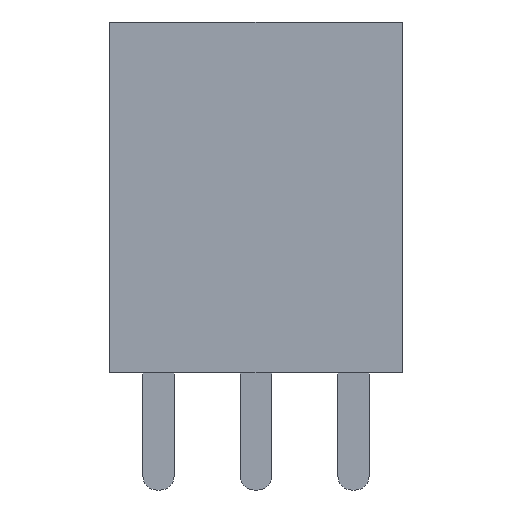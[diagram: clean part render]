
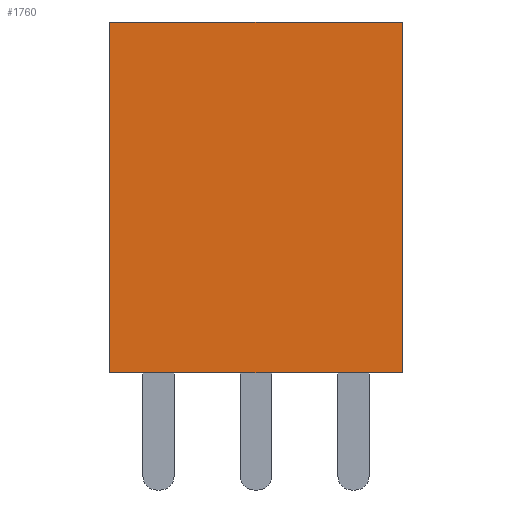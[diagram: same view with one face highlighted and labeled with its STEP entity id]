
A CAD part, left-side view. The second image highlights one B-rep face of the part: STEP entity #1760.
In plain terms, the highlighted planar face has unit normal (-1, 0, 0).
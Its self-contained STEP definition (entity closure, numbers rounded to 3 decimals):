
#148=FACE_OUTER_BOUND('',#251,.T.);
#251=EDGE_LOOP('',(#1368,#1369,#1370,#1371));
#336=LINE('',#2483,#543);
#381=LINE('',#2582,#588);
#411=LINE('',#2647,#618);
#412=LINE('',#2649,#619);
#543=VECTOR('',#2013,10.);
#588=VECTOR('',#2096,10.);
#618=VECTOR('',#2164,10.);
#619=VECTOR('',#2167,10.);
#742=VERTEX_POINT('',#2480);
#743=VERTEX_POINT('',#2482);
#777=VERTEX_POINT('',#2579);
#778=VERTEX_POINT('',#2581);
#920=EDGE_CURVE('',#742,#743,#336,.T.);
#969=EDGE_CURVE('',#778,#777,#381,.T.);
#1003=EDGE_CURVE('',#743,#777,#411,.T.);
#1004=EDGE_CURVE('',#742,#778,#412,.T.);
#1368=ORIENTED_EDGE('',*,*,#1004,.T.);
#1369=ORIENTED_EDGE('',*,*,#969,.T.);
#1370=ORIENTED_EDGE('',*,*,#1003,.F.);
#1371=ORIENTED_EDGE('',*,*,#920,.F.);
#1681=PLANE('',#1874);
#1760=ADVANCED_FACE('',(#148),#1681,.T.);
#1874=AXIS2_PLACEMENT_3D('',#2648,#2165,#2166);
#2013=DIRECTION('',(0.,0.,1.));
#2096=DIRECTION('',(0.,0.,1.));
#2164=DIRECTION('',(0.,-1.,0.));
#2165=DIRECTION('center_axis',(-1.,0.,0.));
#2166=DIRECTION('ref_axis',(0.,-1.,0.));
#2167=DIRECTION('',(0.,-1.,0.));
#2480=CARTESIAN_POINT('',(-1.25,6.25,0.));
#2482=CARTESIAN_POINT('',(-1.25,6.25,9.));
#2483=CARTESIAN_POINT('',(-1.25,6.25,0.));
#2579=CARTESIAN_POINT('',(-1.25,-1.25,9.));
#2581=CARTESIAN_POINT('',(-1.25,-1.25,0.));
#2582=CARTESIAN_POINT('',(-1.25,-1.25,0.));
#2647=CARTESIAN_POINT('',(-1.25,6.25,9.));
#2648=CARTESIAN_POINT('Origin',(-1.25,1.25,0.));
#2649=CARTESIAN_POINT('',(-1.25,6.25,0.));
